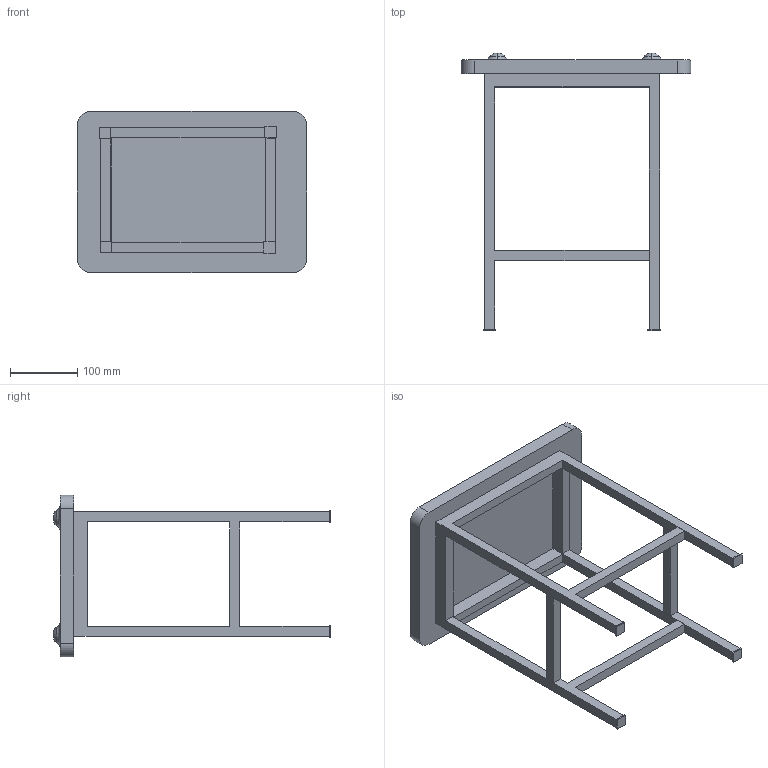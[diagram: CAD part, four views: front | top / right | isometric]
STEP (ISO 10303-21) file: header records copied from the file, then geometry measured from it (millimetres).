
FILE_DESCRIPTION (( 'STEP AP203' ), '1' );
FILE_NAME ('3D.STEP', '2025-01-17T12:02:23', ( '' ), ( '' ), 'SwSTEP 2.0', 'SolidWorks 2024', '' );
FILE_SCHEMA (( 'CONFIG_CONTROL_DESIGN' ));
Length unit declared in the file: millimetre
Products named in the file (7): 零件6; 零件2; 零件1; 零件4; 3D; 零件5; 零件3
Assembly tree (6 placements, depth 2):
  3D
    零件1
    零件2
    零件3
    零件4
    零件5
    零件6
Bounding box: 341 x 412 x 240 mm (x, y, z)
Volume: 2376825.6 mm3; surface area: 378625.9 mm2
Topology: 6 solids, 6 shells, 285 faces, 759 edges, 501 vertices
Faces by surface type: plane 166, bspline 99, torus 16, cylinder 4
Entity records: 11744 total; most frequent: CARTESIAN_POINT 4541, ORIENTED_EDGE 1518, DIRECTION 999, EDGE_CURVE 759, LINE 513, VECTOR 513, VERTEX_POINT 501, EDGE_LOOP 304
